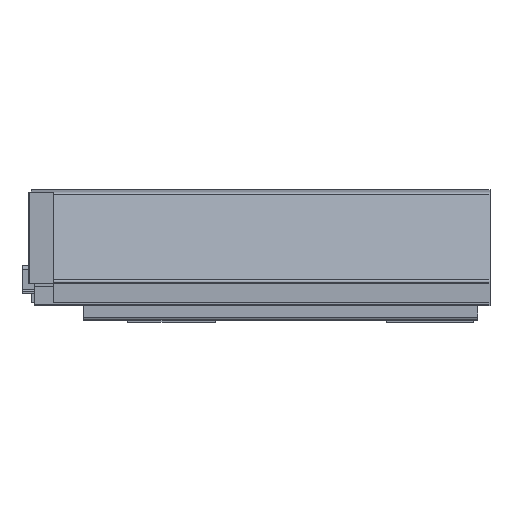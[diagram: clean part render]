
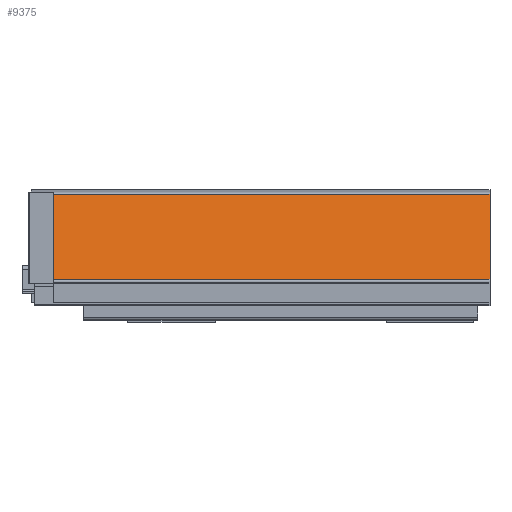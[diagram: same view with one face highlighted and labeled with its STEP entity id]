
A CAD part, top view. The second image highlights one B-rep face of the part: STEP entity #9375.
In plain terms, the highlighted planar face has unit normal (0, 0.208, 0.978).
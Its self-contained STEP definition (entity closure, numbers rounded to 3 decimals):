
#104 = AXIS2_PLACEMENT_3D ( 'NONE', #1451, #5277, #219 ) ;
#126 = FACE_OUTER_BOUND ( 'NONE', #5723, .T. ) ;
#219 = DIRECTION ( 'NONE',  ( 0., -0.978, 0.208 ) ) ;
#714 = VERTEX_POINT ( 'NONE', #4980 ) ;
#757 = CARTESIAN_POINT ( 'NONE',  ( -325.5, 80.422, 21.003 ) ) ;
#1313 = VECTOR ( 'NONE', #9601, 1000. ) ;
#1441 = VECTOR ( 'NONE', #5703, 1000. ) ;
#1451 = CARTESIAN_POINT ( 'NONE',  ( -342., 80.422, 21.003 ) ) ;
#1709 = CARTESIAN_POINT ( 'NONE',  ( -325.5, 17.084, 34.466 ) ) ;
#1804 = EDGE_CURVE ( 'NONE', #714, #3735, #9004, .T. ) ;
#1825 = VERTEX_POINT ( 'NONE', #2349 ) ;
#2349 = CARTESIAN_POINT ( 'NONE',  ( 0., 17.084, 34.466 ) ) ;
#2876 = CARTESIAN_POINT ( 'NONE',  ( 0., 17.084, 34.466 ) ) ;
#3461 = DIRECTION ( 'NONE',  ( 1., 0., 0. ) ) ;
#3623 = LINE ( 'NONE', #9456, #1313 ) ;
#3735 = VERTEX_POINT ( 'NONE', #1709 ) ;
#4426 = ORIENTED_EDGE ( 'NONE', *, *, #8764, .T. ) ;
#4548 = DIRECTION ( 'NONE',  ( 0., -0.978, 0.208 ) ) ;
#4550 = ORIENTED_EDGE ( 'NONE', *, *, #7787, .F. ) ;
#4737 = EDGE_CURVE ( 'NONE', #714, #7078, #7887, .T. ) ;
#4980 = CARTESIAN_POINT ( 'NONE',  ( -325.5, 80.422, 21.003 ) ) ;
#5061 = CARTESIAN_POINT ( 'NONE',  ( -342., 80.422, 21.003 ) ) ;
#5237 = ORIENTED_EDGE ( 'NONE', *, *, #1804, .T. ) ;
#5277 = DIRECTION ( 'NONE',  ( 0., 0.208, 0.978 ) ) ;
#5294 = CARTESIAN_POINT ( 'NONE',  ( 0., 80.422, 21.003 ) ) ;
#5703 = DIRECTION ( 'NONE',  ( 1., 0., 0. ) ) ;
#5710 = VECTOR ( 'NONE', #4548, 1000. ) ;
#5723 = EDGE_LOOP ( 'NONE', ( #8295, #5237, #4426, #4550 ) ) ;
#5750 = LINE ( 'NONE', #2876, #8644 ) ;
#7078 = VERTEX_POINT ( 'NONE', #5294 ) ;
#7787 = EDGE_CURVE ( 'NONE', #7078, #1825, #3623, .T. ) ;
#7887 = LINE ( 'NONE', #5061, #1441 ) ;
#8295 = ORIENTED_EDGE ( 'NONE', *, *, #4737, .F. ) ;
#8644 = VECTOR ( 'NONE', #3461, 1000. ) ;
#8764 = EDGE_CURVE ( 'NONE', #3735, #1825, #5750, .T. ) ;
#8971 = PLANE ( 'NONE',  #104 ) ;
#9004 = LINE ( 'NONE', #757, #5710 ) ;
#9375 = ADVANCED_FACE ( 'NONE', ( #126 ), #8971, .T. ) ;
#9456 = CARTESIAN_POINT ( 'NONE',  ( 0., 80.422, 21.003 ) ) ;
#9601 = DIRECTION ( 'NONE',  ( 0., -0.978, 0.208 ) ) ;
